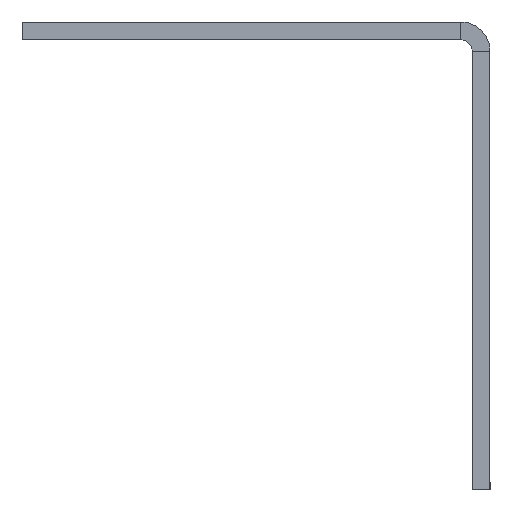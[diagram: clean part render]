
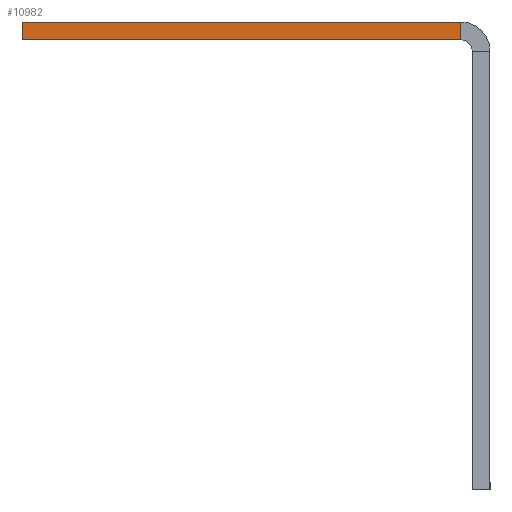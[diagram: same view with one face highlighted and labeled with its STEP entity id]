
A CAD part, left-side view. The second image highlights one B-rep face of the part: STEP entity #10982.
In plain terms, the highlighted planar face has unit normal (-1, 0, 0).
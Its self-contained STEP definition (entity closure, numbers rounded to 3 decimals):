
#737 = ORIENTED_EDGE ( 'NONE', *, *, #2293, .F. ) ;
#949 = CARTESIAN_POINT ( 'NONE',  ( -900., -17.5, -1.5 ) ) ;
#1406 = EDGE_LOOP ( 'NONE', ( #12253, #2450, #13595, #737 ) ) ;
#1580 = LINE ( 'NONE', #5069, #5557 ) ;
#1774 = VERTEX_POINT ( 'NONE', #16250 ) ;
#1996 = DIRECTION ( 'NONE',  ( 0., -1., 0. ) ) ;
#2113 = LINE ( 'NONE', #949, #8931 ) ;
#2293 = EDGE_CURVE ( 'NONE', #6970, #1774, #1580, .T. ) ;
#2450 = ORIENTED_EDGE ( 'NONE', *, *, #5001, .T. ) ;
#2714 = AXIS2_PLACEMENT_3D ( 'NONE', #6590, #5659, #8091 ) ;
#3534 = DIRECTION ( 'NONE',  ( 0., 0., 1. ) ) ;
#4044 = EDGE_CURVE ( 'NONE', #1774, #7945, #13401, .T. ) ;
#5001 = EDGE_CURVE ( 'NONE', #7655, #7945, #2113, .T. ) ;
#5069 = CARTESIAN_POINT ( 'NONE',  ( -900., 20., -1.5 ) ) ;
#5075 = CARTESIAN_POINT ( 'NONE',  ( -900., -17.5, 0. ) ) ;
#5512 = CARTESIAN_POINT ( 'NONE',  ( -900., -20., 0. ) ) ;
#5557 = VECTOR ( 'NONE', #15149, 1000. ) ;
#5659 = DIRECTION ( 'NONE',  ( -1., 0., 0. ) ) ;
#6590 = CARTESIAN_POINT ( 'NONE',  ( -900., -20., -1.5 ) ) ;
#6963 = VECTOR ( 'NONE', #1996, 1000. ) ;
#6970 = VERTEX_POINT ( 'NONE', #12093 ) ;
#7655 = VERTEX_POINT ( 'NONE', #10845 ) ;
#7945 = VERTEX_POINT ( 'NONE', #5075 ) ;
#8091 = DIRECTION ( 'NONE',  ( 0., 0., 1. ) ) ;
#8862 = CARTESIAN_POINT ( 'NONE',  ( -900., -20., -1.5 ) ) ;
#8890 = VECTOR ( 'NONE', #12928, 1000. ) ;
#8931 = VECTOR ( 'NONE', #3534, 1000. ) ;
#10338 = FACE_OUTER_BOUND ( 'NONE', #1406, .T. ) ;
#10480 = EDGE_CURVE ( 'NONE', #6970, #7655, #13917, .T. ) ;
#10845 = CARTESIAN_POINT ( 'NONE',  ( -900., -17.5, -1.5 ) ) ;
#10982 = ADVANCED_FACE ( 'NONE', ( #10338 ), #12908, .T. ) ;
#12093 = CARTESIAN_POINT ( 'NONE',  ( -900., 20., -1.5 ) ) ;
#12253 = ORIENTED_EDGE ( 'NONE', *, *, #10480, .T. ) ;
#12908 = PLANE ( 'NONE',  #2714 ) ;
#12928 = DIRECTION ( 'NONE',  ( 0., -1., 0. ) ) ;
#13401 = LINE ( 'NONE', #5512, #6963 ) ;
#13595 = ORIENTED_EDGE ( 'NONE', *, *, #4044, .F. ) ;
#13917 = LINE ( 'NONE', #8862, #8890 ) ;
#15149 = DIRECTION ( 'NONE',  ( 0., 0., 1. ) ) ;
#16250 = CARTESIAN_POINT ( 'NONE',  ( -900., 20., 0. ) ) ;
